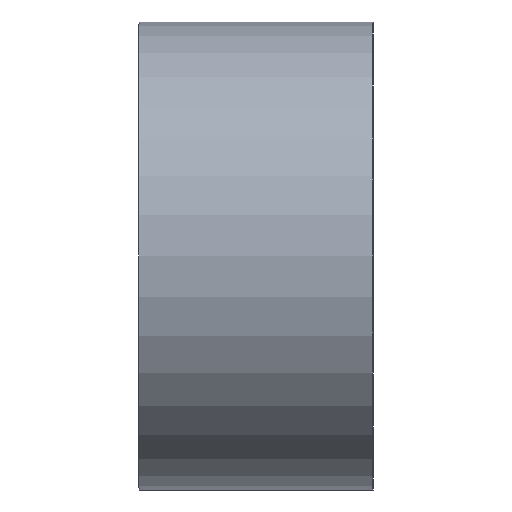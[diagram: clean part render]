
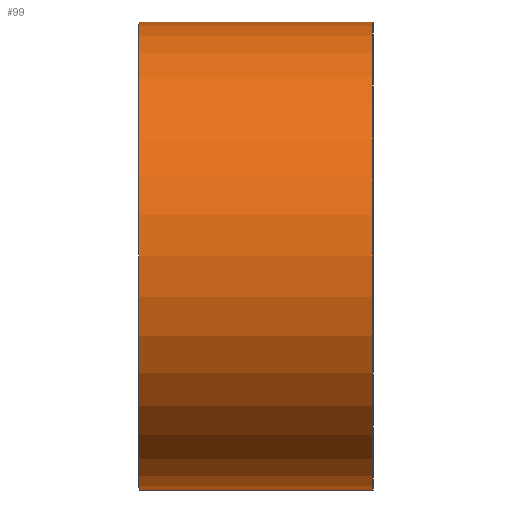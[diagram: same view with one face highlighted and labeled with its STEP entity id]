
A CAD part, left-side view. The second image highlights one B-rep face of the part: STEP entity #99.
In plain terms, the highlighted cylindrical face has radius 4 mm (diameter 8 mm), a partial arc.
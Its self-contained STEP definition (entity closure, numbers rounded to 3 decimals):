
#19 = CARTESIAN_POINT ( 'NONE',  ( -8., 4., -4. ) ) ;
#21 = CIRCLE ( 'NONE', #78, 4. ) ;
#29 = CARTESIAN_POINT ( 'NONE',  ( -8., 4., 4. ) ) ;
#33 = VECTOR ( 'NONE', #36, 1000. ) ;
#36 = DIRECTION ( 'NONE',  ( 0., -1., 0. ) ) ;
#45 = ORIENTED_EDGE ( 'NONE', *, *, #254, .F. ) ;
#49 = VERTEX_POINT ( 'NONE', #19 ) ;
#78 = AXIS2_PLACEMENT_3D ( 'NONE', #181, #256, #176 ) ;
#93 = DIRECTION ( 'NONE',  ( 0., 0., -1. ) ) ;
#99 = ADVANCED_FACE ( 'NONE', ( #398 ), #171, .T. ) ;
#112 = VERTEX_POINT ( 'NONE', #277 ) ;
#132 = ORIENTED_EDGE ( 'NONE', *, *, #322, .T. ) ;
#164 = VERTEX_POINT ( 'NONE', #29 ) ;
#171 = CYLINDRICAL_SURFACE ( 'NONE', #429, 4. ) ;
#176 = DIRECTION ( 'NONE',  ( 0., 0., 1. ) ) ;
#177 = LINE ( 'NONE', #424, #338 ) ;
#179 = DIRECTION ( 'NONE',  ( 0., 0., 1. ) ) ;
#181 = CARTESIAN_POINT ( 'NONE',  ( -8., 4., 0. ) ) ;
#184 = ORIENTED_EDGE ( 'NONE', *, *, #314, .T. ) ;
#248 = AXIS2_PLACEMENT_3D ( 'NONE', #350, #387, #179 ) ;
#249 = CARTESIAN_POINT ( 'NONE',  ( -8., 4., -4. ) ) ;
#254 = EDGE_CURVE ( 'NONE', #164, #112, #177, .T. ) ;
#256 = DIRECTION ( 'NONE',  ( 0., 1., 0. ) ) ;
#277 = CARTESIAN_POINT ( 'NONE',  ( -8., 0., 4. ) ) ;
#278 = EDGE_CURVE ( 'NONE', #49, #164, #21, .T. ) ;
#286 = CARTESIAN_POINT ( 'NONE',  ( -8., 0., -4. ) ) ;
#307 = DIRECTION ( 'NONE',  ( 0., -1., 0. ) ) ;
#309 = LINE ( 'NONE', #249, #33 ) ;
#314 = EDGE_CURVE ( 'NONE', #49, #450, #309, .T. ) ;
#322 = EDGE_CURVE ( 'NONE', #450, #112, #351, .T. ) ;
#338 = VECTOR ( 'NONE', #349, 1000. ) ;
#349 = DIRECTION ( 'NONE',  ( 0., -1., 0. ) ) ;
#350 = CARTESIAN_POINT ( 'NONE',  ( -8., 0., 0. ) ) ;
#351 = CIRCLE ( 'NONE', #248, 4. ) ;
#381 = CARTESIAN_POINT ( 'NONE',  ( -8., 4., 0. ) ) ;
#387 = DIRECTION ( 'NONE',  ( 0., 1., 0. ) ) ;
#398 = FACE_OUTER_BOUND ( 'NONE', #412, .T. ) ;
#412 = EDGE_LOOP ( 'NONE', ( #132, #45, #428, #184 ) ) ;
#424 = CARTESIAN_POINT ( 'NONE',  ( -8., 4., 4. ) ) ;
#428 = ORIENTED_EDGE ( 'NONE', *, *, #278, .F. ) ;
#429 = AXIS2_PLACEMENT_3D ( 'NONE', #381, #307, #93 ) ;
#450 = VERTEX_POINT ( 'NONE', #286 ) ;
